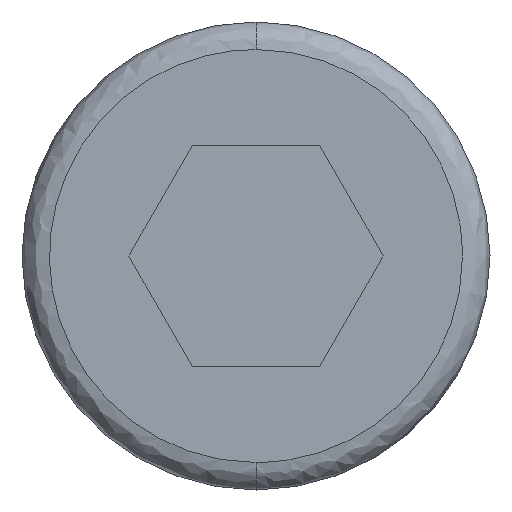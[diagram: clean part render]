
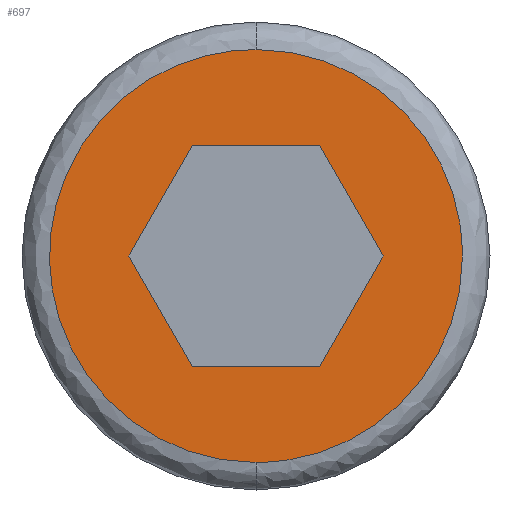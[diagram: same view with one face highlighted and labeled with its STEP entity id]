
A CAD part, front view. The second image highlights one B-rep face of the part: STEP entity #697.
In plain terms, the highlighted planar face has unit normal (0, -1, 0).
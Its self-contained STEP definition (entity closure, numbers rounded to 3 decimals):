
#12 = ORIENTED_EDGE ( 'NONE', *, *, #424, .T. ) ;
#15 = CARTESIAN_POINT ( 'NONE',  ( 2.309, -5., 0. ) ) ;
#18 = ORIENTED_EDGE ( 'NONE', *, *, #239, .F. ) ;
#21 = VERTEX_POINT ( 'NONE', #33 ) ;
#33 = CARTESIAN_POINT ( 'NONE',  ( 0., -5., -3.75 ) ) ;
#45 = VECTOR ( 'NONE', #629, 1000. ) ;
#79 = VERTEX_POINT ( 'NONE', #15 ) ;
#82 = CARTESIAN_POINT ( 'NONE',  ( 1.155, -5., 2. ) ) ;
#92 = EDGE_LOOP ( 'NONE', ( #18, #284, #596 ) ) ;
#110 = VERTEX_POINT ( 'NONE', #82 ) ;
#117 = FACE_BOUND ( 'NONE', #549, .T. ) ;
#123 = VERTEX_POINT ( 'NONE', #126 ) ;
#124 = VERTEX_POINT ( 'NONE', #319 ) ;
#126 = CARTESIAN_POINT ( 'NONE',  ( 3.75, -5., 0. ) ) ;
#152 = PLANE ( 'NONE',  #503 ) ;
#156 = LINE ( 'NONE', #266, #242 ) ;
#178 = CARTESIAN_POINT ( 'NONE',  ( 0., -5., 3.75 ) ) ;
#184 =( BOUNDED_CURVE ( )  B_SPLINE_CURVE ( 3, ( #341, #774, #228, #221 ),
 .UNSPECIFIED., .F., .T. ) 
 B_SPLINE_CURVE_WITH_KNOTS ( ( 4, 4 ),
 ( 0., 1. ),
 .UNSPECIFIED. ) 
 CURVE ( )  GEOMETRIC_REPRESENTATION_ITEM ( )  RATIONAL_B_SPLINE_CURVE ( ( 1., 0.805, 0.805, 1. ) ) 
 REPRESENTATION_ITEM ( '' )  );
#192 = VECTOR ( 'NONE', #367, 1000. ) ;
#193 = CARTESIAN_POINT ( 'NONE',  ( 3.75, -5., -2.197 ) ) ;
#199 = CARTESIAN_POINT ( 'NONE',  ( 3.75, -5., 0. ) ) ;
#217 = VERTEX_POINT ( 'NONE', #271 ) ;
#220 = CARTESIAN_POINT ( 'NONE',  ( -1.155, -5., -2. ) ) ;
#221 = CARTESIAN_POINT ( 'NONE',  ( 3.75, -5., 0. ) ) ;
#228 = CARTESIAN_POINT ( 'NONE',  ( 3.75, -5., 2.197 ) ) ;
#236 = CARTESIAN_POINT ( 'NONE',  ( -2.197, -5., 3.75 ) ) ;
#239 = EDGE_CURVE ( 'NONE', #217, #123, #184, .T. ) ;
#242 = VECTOR ( 'NONE', #615, 1000. ) ;
#255 = EDGE_CURVE ( 'NONE', #734, #124, #435, .T. ) ;
#266 = CARTESIAN_POINT ( 'NONE',  ( 2.309, -5., 0. ) ) ;
#271 = CARTESIAN_POINT ( 'NONE',  ( 0., -5., 3.75 ) ) ;
#273 = DIRECTION ( 'NONE',  ( 0., 0., -1. ) ) ;
#284 = ORIENTED_EDGE ( 'NONE', *, *, #383, .F. ) ;
#292 = CARTESIAN_POINT ( 'NONE',  ( -3.75, -5., 0. ) ) ;
#297 = DIRECTION ( 'NONE',  ( 1., 0., 0. ) ) ;
#319 = CARTESIAN_POINT ( 'NONE',  ( -2.309, -5., 0. ) ) ;
#322 = CARTESIAN_POINT ( 'NONE',  ( 1.155, -5., 2. ) ) ;
#332 = CARTESIAN_POINT ( 'NONE',  ( -2.309, -5., 0. ) ) ;
#334 = FACE_OUTER_BOUND ( 'NONE', #92, .T. ) ;
#338 = DIRECTION ( 'NONE',  ( -0.5, 0., 0.866 ) ) ;
#341 = CARTESIAN_POINT ( 'NONE',  ( 0., -5., 3.75 ) ) ;
#357 = CARTESIAN_POINT ( 'NONE',  ( -2.197, -5., -3.75 ) ) ;
#363 = LINE ( 'NONE', #332, #45 ) ;
#367 = DIRECTION ( 'NONE',  ( -1., 0., 0. ) ) ;
#383 = EDGE_CURVE ( 'NONE', #21, #217, #763, .T. ) ;
#390 = VERTEX_POINT ( 'NONE', #656 ) ;
#392 = ORIENTED_EDGE ( 'NONE', *, *, #437, .T. ) ;
#394 = CARTESIAN_POINT ( 'NONE',  ( 1.155, -5., -2. ) ) ;
#424 = EDGE_CURVE ( 'NONE', #390, #110, #427, .T. ) ;
#427 = LINE ( 'NONE', #523, #724 ) ;
#435 = LINE ( 'NONE', #703, #688 ) ;
#437 = EDGE_CURVE ( 'NONE', #715, #734, #535, .T. ) ;
#448 = ORIENTED_EDGE ( 'NONE', *, *, #530, .T. ) ;
#449 = CARTESIAN_POINT ( 'NONE',  ( 0., -5., 0. ) ) ;
#503 = AXIS2_PLACEMENT_3D ( 'NONE', #449, #506, #273 ) ;
#506 = DIRECTION ( 'NONE',  ( 0., -1., 0. ) ) ;
#520 = ORIENTED_EDGE ( 'NONE', *, *, #255, .T. ) ;
#523 = CARTESIAN_POINT ( 'NONE',  ( 0., -5., 2. ) ) ;
#530 = EDGE_CURVE ( 'NONE', #79, #715, #156, .T. ) ;
#531 = CARTESIAN_POINT ( 'NONE',  ( -3.75, -5., -2.197 ) ) ;
#535 = LINE ( 'NONE', #600, #192 ) ;
#549 = EDGE_LOOP ( 'NONE', ( #625, #448, #392, #520, #776, #12 ) ) ;
#550 = EDGE_CURVE ( 'NONE', #123, #21, #644, .T. ) ;
#552 = DIRECTION ( 'NONE',  ( 0.5, 0., -0.866 ) ) ;
#566 = EDGE_CURVE ( 'NONE', #110, #79, #706, .T. ) ;
#596 = ORIENTED_EDGE ( 'NONE', *, *, #550, .F. ) ;
#600 = CARTESIAN_POINT ( 'NONE',  ( 0., -5., -2. ) ) ;
#611 = CARTESIAN_POINT ( 'NONE',  ( 2.197, -5., -3.75 ) ) ;
#615 = DIRECTION ( 'NONE',  ( -0.5, 0., -0.866 ) ) ;
#625 = ORIENTED_EDGE ( 'NONE', *, *, #566, .T. ) ;
#629 = DIRECTION ( 'NONE',  ( 0.5, 0., 0.866 ) ) ;
#644 =( BOUNDED_CURVE ( )  B_SPLINE_CURVE ( 3, ( #199, #193, #611, #684 ),
 .UNSPECIFIED., .F., .F. ) 
 B_SPLINE_CURVE_WITH_KNOTS ( ( 4, 4 ),
 ( 0., 0.333 ),
 .UNSPECIFIED. ) 
 CURVE ( )  GEOMETRIC_REPRESENTATION_ITEM ( )  RATIONAL_B_SPLINE_CURVE ( ( 1., 0.805, 0.805, 1. ) ) 
 REPRESENTATION_ITEM ( '' )  );
#656 = CARTESIAN_POINT ( 'NONE',  ( -1.155, -5., 2. ) ) ;
#663 = CARTESIAN_POINT ( 'NONE',  ( 0., -5., -3.75 ) ) ;
#677 = VECTOR ( 'NONE', #552, 1000. ) ;
#684 = CARTESIAN_POINT ( 'NONE',  ( 0., -5., -3.75 ) ) ;
#688 = VECTOR ( 'NONE', #338, 1000. ) ;
#697 = ADVANCED_FACE ( 'NONE', ( #117, #334 ), #152, .T. ) ;
#703 = CARTESIAN_POINT ( 'NONE',  ( -1.155, -5., -2. ) ) ;
#706 = LINE ( 'NONE', #322, #677 ) ;
#715 = VERTEX_POINT ( 'NONE', #394 ) ;
#717 = EDGE_CURVE ( 'NONE', #124, #390, #363, .T. ) ;
#721 = CARTESIAN_POINT ( 'NONE',  ( -3.75, -5., 2.197 ) ) ;
#724 = VECTOR ( 'NONE', #297, 1000. ) ;
#734 = VERTEX_POINT ( 'NONE', #220 ) ;
#763 =( BOUNDED_CURVE ( )  B_SPLINE_CURVE ( 3, ( #663, #357, #531, #292, #721, #236, #178 ),
 .UNSPECIFIED., .F., .F. ) 
 B_SPLINE_CURVE_WITH_KNOTS ( ( 4, 3, 4 ),
 ( 0.333, 0.667, 1. ),
 .UNSPECIFIED. ) 
 CURVE ( )  GEOMETRIC_REPRESENTATION_ITEM ( )  RATIONAL_B_SPLINE_CURVE ( ( 1., 0.805, 0.805, 1., 0.805, 0.805, 1. ) ) 
 REPRESENTATION_ITEM ( '' )  );
#774 = CARTESIAN_POINT ( 'NONE',  ( 2.197, -5., 3.75 ) ) ;
#776 = ORIENTED_EDGE ( 'NONE', *, *, #717, .T. ) ;
